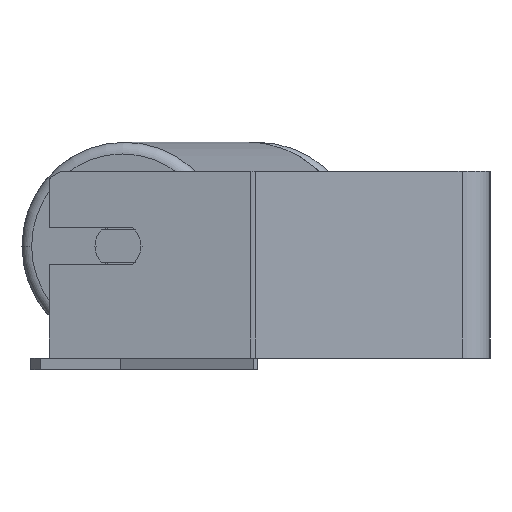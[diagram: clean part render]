
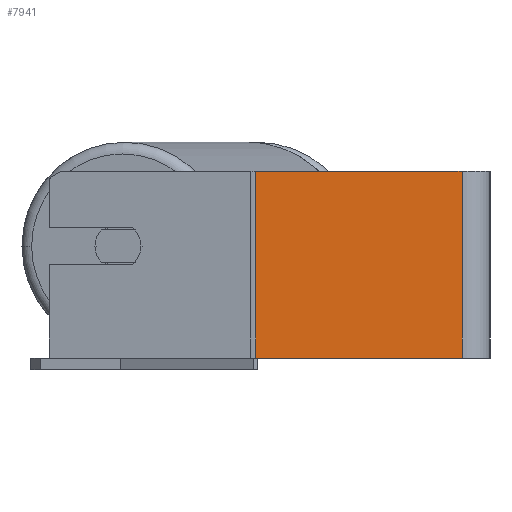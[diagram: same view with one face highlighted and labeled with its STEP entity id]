
A CAD part, left-side view. The second image highlights one B-rep face of the part: STEP entity #7941.
In plain terms, the highlighted planar face has unit normal (-1, 0, 0).
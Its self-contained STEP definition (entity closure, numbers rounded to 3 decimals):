
#72 = VECTOR ( 'NONE', #8241, 1000. ) ;
#390 = DIRECTION ( 'NONE',  ( 0., -1., 0. ) ) ;
#1049 = DIRECTION ( 'NONE',  ( 0., -1., 0. ) ) ;
#1511 = VERTEX_POINT ( 'NONE', #8438 ) ;
#1772 = ORIENTED_EDGE ( 'NONE', *, *, #1846, .T. ) ;
#1846 = EDGE_CURVE ( 'NONE', #1511, #4586, #4839, .T. ) ;
#2145 = EDGE_CURVE ( 'NONE', #1511, #7620, #7324, .T. ) ;
#2245 = VERTEX_POINT ( 'NONE', #8281 ) ;
#2300 = VECTOR ( 'NONE', #8487, 1000. ) ;
#2306 = EDGE_LOOP ( 'NONE', ( #6152, #2785, #8003, #1772 ) ) ;
#2353 = DIRECTION ( 'NONE',  ( 1., 0., 0. ) ) ;
#2550 = VECTOR ( 'NONE', #1049, 1000. ) ;
#2785 = ORIENTED_EDGE ( 'NONE', *, *, #6277, .F. ) ;
#2992 = LINE ( 'NONE', #7892, #2300 ) ;
#3402 = CARTESIAN_POINT ( 'NONE',  ( -525., 100.424, 40. ) ) ;
#3842 = CARTESIAN_POINT ( 'NONE',  ( -525., 101.474, 40. ) ) ;
#4209 = EDGE_CURVE ( 'NONE', #4586, #2245, #6661, .T. ) ;
#4586 = VERTEX_POINT ( 'NONE', #6367 ) ;
#4798 = VECTOR ( 'NONE', #390, 1000. ) ;
#4839 = LINE ( 'NONE', #3402, #72 ) ;
#5123 = CARTESIAN_POINT ( 'NONE',  ( -525., 101.474, 40. ) ) ;
#6152 = ORIENTED_EDGE ( 'NONE', *, *, #4209, .T. ) ;
#6203 = AXIS2_PLACEMENT_3D ( 'NONE', #5123, #2353, #7939 ) ;
#6277 = EDGE_CURVE ( 'NONE', #7620, #2245, #2992, .T. ) ;
#6367 = CARTESIAN_POINT ( 'NONE',  ( -525., 100.424, -40. ) ) ;
#6661 = LINE ( 'NONE', #8804, #4798 ) ;
#7169 = PLANE ( 'NONE',  #6203 ) ;
#7324 = LINE ( 'NONE', #3842, #2550 ) ;
#7551 = CARTESIAN_POINT ( 'NONE',  ( -525., 12., 40. ) ) ;
#7620 = VERTEX_POINT ( 'NONE', #7551 ) ;
#7854 = FACE_OUTER_BOUND ( 'NONE', #2306, .T. ) ;
#7892 = CARTESIAN_POINT ( 'NONE',  ( -525., 12., 40. ) ) ;
#7939 = DIRECTION ( 'NONE',  ( 0., 0., -1. ) ) ;
#7941 = ADVANCED_FACE ( 'NONE', ( #7854 ), #7169, .F. ) ;
#8003 = ORIENTED_EDGE ( 'NONE', *, *, #2145, .F. ) ;
#8241 = DIRECTION ( 'NONE',  ( 0., 0., -1. ) ) ;
#8281 = CARTESIAN_POINT ( 'NONE',  ( -525., 12., -40. ) ) ;
#8438 = CARTESIAN_POINT ( 'NONE',  ( -525., 100.424, 40. ) ) ;
#8487 = DIRECTION ( 'NONE',  ( 0., 0., -1. ) ) ;
#8804 = CARTESIAN_POINT ( 'NONE',  ( -525., 101.474, -40. ) ) ;
